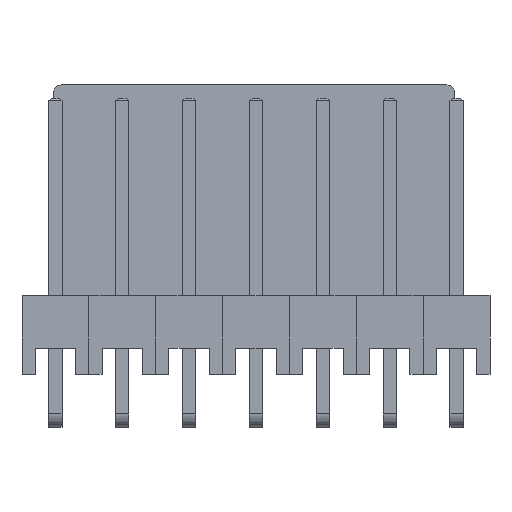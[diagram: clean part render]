
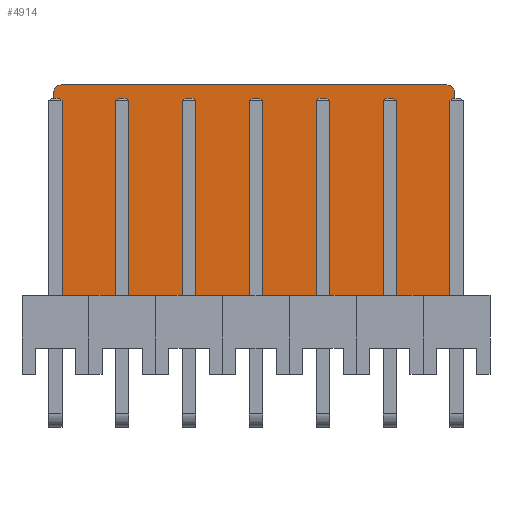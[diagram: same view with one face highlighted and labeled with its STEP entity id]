
A CAD part, front view. The second image highlights one B-rep face of the part: STEP entity #4914.
In plain terms, the highlighted face is planar.
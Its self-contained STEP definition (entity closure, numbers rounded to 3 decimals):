
#4564 = PLANE('',#4565);
#4565 = AXIS2_PLACEMENT_3D('',#4566,#4567,#4568);
#4566 = CARTESIAN_POINT('',(16.44,3.,0.));
#4567 = DIRECTION('',(-1.,0.,0.));
#4568 = DIRECTION('',(0.,1.,0.));
#4589 = VERTEX_POINT('',#4590);
#4590 = CARTESIAN_POINT('',(16.44,3.,1.));
#4604 = PLANE('',#4605);
#4605 = AXIS2_PLACEMENT_3D('',#4606,#4607,#4608);
#4606 = CARTESIAN_POINT('',(1.2,3.,0.));
#4607 = DIRECTION('',(0.,1.,0.));
#4608 = DIRECTION('',(1.,0.,0.));
#4616 = EDGE_CURVE('',#4589,#4617,#4619,.T.);
#4617 = VERTEX_POINT('',#4618);
#4618 = CARTESIAN_POINT('',(16.44,10.7,1.));
#4619 = SURFACE_CURVE('',#4620,(#4624,#4631),.PCURVE_S1.);
#4620 = LINE('',#4621,#4622);
#4621 = CARTESIAN_POINT('',(16.44,3.,1.));
#4622 = VECTOR('',#4623,1.);
#4623 = DIRECTION('',(0.,1.,0.));
#4624 = PCURVE('',#4564,#4625);
#4625 = DEFINITIONAL_REPRESENTATION('',(#4626),#4630);
#4626 = LINE('',#4627,#4628);
#4627 = CARTESIAN_POINT('',(0.,-1.));
#4628 = VECTOR('',#4629,1.);
#4629 = DIRECTION('',(1.,0.));
#4630 = ( GEOMETRIC_REPRESENTATION_CONTEXT(2) 
PARAMETRIC_REPRESENTATION_CONTEXT() REPRESENTATION_CONTEXT('2D SPACE',''
  ) );
#4631 = PCURVE('',#4632,#4637);
#4632 = PLANE('',#4633);
#4633 = AXIS2_PLACEMENT_3D('',#4634,#4635,#4636);
#4634 = CARTESIAN_POINT('',(16.44,3.,1.));
#4635 = DIRECTION('',(0.,0.,-1.));
#4636 = DIRECTION('',(0.,1.,0.));
#4637 = DEFINITIONAL_REPRESENTATION('',(#4638),#4642);
#4638 = LINE('',#4639,#4640);
#4639 = CARTESIAN_POINT('',(0.,0.));
#4640 = VECTOR('',#4641,1.);
#4641 = DIRECTION('',(1.,0.));
#4642 = ( GEOMETRIC_REPRESENTATION_CONTEXT(2) 
PARAMETRIC_REPRESENTATION_CONTEXT() REPRESENTATION_CONTEXT('2D SPACE',''
  ) );
#4658 = CYLINDRICAL_SURFACE('',#4659,0.3);
#4659 = AXIS2_PLACEMENT_3D('',#4660,#4661,#4662);
#4660 = CARTESIAN_POINT('',(16.14,10.7,0.));
#4661 = DIRECTION('',(0.,0.,1.));
#4662 = DIRECTION('',(1.,0.,-0.));
#4713 = PLANE('',#4714);
#4714 = AXIS2_PLACEMENT_3D('',#4715,#4716,#4717);
#4715 = CARTESIAN_POINT('',(1.2,11.,0.));
#4716 = DIRECTION('',(1.,0.,0.));
#4717 = DIRECTION('',(0.,-1.,0.));
#4746 = CYLINDRICAL_SURFACE('',#4747,0.3);
#4747 = AXIS2_PLACEMENT_3D('',#4748,#4749,#4750);
#4748 = CARTESIAN_POINT('',(1.5,10.7,0.));
#4749 = DIRECTION('',(0.,0.,1.));
#4750 = DIRECTION('',(-0.,1.,0.));
#4774 = PLANE('',#4775);
#4775 = AXIS2_PLACEMENT_3D('',#4776,#4777,#4778);
#4776 = CARTESIAN_POINT('',(16.44,11.,0.));
#4777 = DIRECTION('',(0.,-1.,0.));
#4778 = DIRECTION('',(-1.,0.,0.));
#4817 = VERTEX_POINT('',#4818);
#4818 = CARTESIAN_POINT('',(16.14,11.,1.));
#4839 = EDGE_CURVE('',#4617,#4817,#4840,.T.);
#4840 = SURFACE_CURVE('',#4841,(#4846,#4853),.PCURVE_S1.);
#4841 = CIRCLE('',#4842,0.3);
#4842 = AXIS2_PLACEMENT_3D('',#4843,#4844,#4845);
#4843 = CARTESIAN_POINT('',(16.14,10.7,1.));
#4844 = DIRECTION('',(0.,0.,1.));
#4845 = DIRECTION('',(0.,-1.,0.));
#4846 = PCURVE('',#4658,#4847);
#4847 = DEFINITIONAL_REPRESENTATION('',(#4848),#4852);
#4848 = LINE('',#4849,#4850);
#4849 = CARTESIAN_POINT('',(-1.571,1.));
#4850 = VECTOR('',#4851,1.);
#4851 = DIRECTION('',(1.,0.));
#4852 = ( GEOMETRIC_REPRESENTATION_CONTEXT(2) 
PARAMETRIC_REPRESENTATION_CONTEXT() REPRESENTATION_CONTEXT('2D SPACE',''
  ) );
#4853 = PCURVE('',#4632,#4854);
#4854 = DEFINITIONAL_REPRESENTATION('',(#4855),#4863);
#4855 = ( BOUNDED_CURVE() B_SPLINE_CURVE(2,(#4856,#4857,#4858,#4859,
#4860,#4861,#4862),.UNSPECIFIED.,.F.,.F.) B_SPLINE_CURVE_WITH_KNOTS((1,2
    ,2,2,2,1),(-2.094,0.,2.094,4.189,
6.283,8.378),.UNSPECIFIED.) CURVE() 
GEOMETRIC_REPRESENTATION_ITEM() RATIONAL_B_SPLINE_CURVE((1.,0.5,1.,0.5,
1.,0.5,1.)) REPRESENTATION_ITEM('') );
#4856 = CARTESIAN_POINT('',(7.4,-0.3));
#4857 = CARTESIAN_POINT('',(7.4,0.22));
#4858 = CARTESIAN_POINT('',(7.85,-0.04));
#4859 = CARTESIAN_POINT('',(8.3,-0.3));
#4860 = CARTESIAN_POINT('',(7.85,-0.56));
#4861 = CARTESIAN_POINT('',(7.4,-0.82));
#4862 = CARTESIAN_POINT('',(7.4,-0.3));
#4863 = ( GEOMETRIC_REPRESENTATION_CONTEXT(2) 
PARAMETRIC_REPRESENTATION_CONTEXT() REPRESENTATION_CONTEXT('2D SPACE',''
  ) );
#4870 = VERTEX_POINT('',#4871);
#4871 = CARTESIAN_POINT('',(1.2,3.,1.));
#4892 = EDGE_CURVE('',#4870,#4589,#4893,.T.);
#4893 = SURFACE_CURVE('',#4894,(#4898,#4905),.PCURVE_S1.);
#4894 = LINE('',#4895,#4896);
#4895 = CARTESIAN_POINT('',(1.2,3.,1.));
#4896 = VECTOR('',#4897,1.);
#4897 = DIRECTION('',(1.,0.,0.));
#4898 = PCURVE('',#4604,#4899);
#4899 = DEFINITIONAL_REPRESENTATION('',(#4900),#4904);
#4900 = LINE('',#4901,#4902);
#4901 = CARTESIAN_POINT('',(0.,-1.));
#4902 = VECTOR('',#4903,1.);
#4903 = DIRECTION('',(1.,0.));
#4904 = ( GEOMETRIC_REPRESENTATION_CONTEXT(2) 
PARAMETRIC_REPRESENTATION_CONTEXT() REPRESENTATION_CONTEXT('2D SPACE',''
  ) );
#4905 = PCURVE('',#4632,#4906);
#4906 = DEFINITIONAL_REPRESENTATION('',(#4907),#4911);
#4907 = LINE('',#4908,#4909);
#4908 = CARTESIAN_POINT('',(0.,-15.24));
#4909 = VECTOR('',#4910,1.);
#4910 = DIRECTION('',(0.,1.));
#4911 = ( GEOMETRIC_REPRESENTATION_CONTEXT(2) 
PARAMETRIC_REPRESENTATION_CONTEXT() REPRESENTATION_CONTEXT('2D SPACE',''
  ) );
#4914 = ADVANCED_FACE('',(#4915),#4632,.F.);
#4915 = FACE_BOUND('',#4916,.F.);
#4916 = EDGE_LOOP('',(#4917,#4918,#4919,#4942,#4970,#4991));
#4917 = ORIENTED_EDGE('',*,*,#4616,.F.);
#4918 = ORIENTED_EDGE('',*,*,#4892,.F.);
#4919 = ORIENTED_EDGE('',*,*,#4920,.F.);
#4920 = EDGE_CURVE('',#4921,#4870,#4923,.T.);
#4921 = VERTEX_POINT('',#4922);
#4922 = CARTESIAN_POINT('',(1.2,10.7,1.));
#4923 = SURFACE_CURVE('',#4924,(#4928,#4935),.PCURVE_S1.);
#4924 = LINE('',#4925,#4926);
#4925 = CARTESIAN_POINT('',(1.2,11.,1.));
#4926 = VECTOR('',#4927,1.);
#4927 = DIRECTION('',(0.,-1.,0.));
#4928 = PCURVE('',#4632,#4929);
#4929 = DEFINITIONAL_REPRESENTATION('',(#4930),#4934);
#4930 = LINE('',#4931,#4932);
#4931 = CARTESIAN_POINT('',(8.,-15.24));
#4932 = VECTOR('',#4933,1.);
#4933 = DIRECTION('',(-1.,0.));
#4934 = ( GEOMETRIC_REPRESENTATION_CONTEXT(2) 
PARAMETRIC_REPRESENTATION_CONTEXT() REPRESENTATION_CONTEXT('2D SPACE',''
  ) );
#4935 = PCURVE('',#4713,#4936);
#4936 = DEFINITIONAL_REPRESENTATION('',(#4937),#4941);
#4937 = LINE('',#4938,#4939);
#4938 = CARTESIAN_POINT('',(0.,-1.));
#4939 = VECTOR('',#4940,1.);
#4940 = DIRECTION('',(1.,0.));
#4941 = ( GEOMETRIC_REPRESENTATION_CONTEXT(2) 
PARAMETRIC_REPRESENTATION_CONTEXT() REPRESENTATION_CONTEXT('2D SPACE',''
  ) );
#4942 = ORIENTED_EDGE('',*,*,#4943,.F.);
#4943 = EDGE_CURVE('',#4944,#4921,#4946,.T.);
#4944 = VERTEX_POINT('',#4945);
#4945 = CARTESIAN_POINT('',(1.5,11.,1.));
#4946 = SURFACE_CURVE('',#4947,(#4952,#4963),.PCURVE_S1.);
#4947 = CIRCLE('',#4948,0.3);
#4948 = AXIS2_PLACEMENT_3D('',#4949,#4950,#4951);
#4949 = CARTESIAN_POINT('',(1.5,10.7,1.));
#4950 = DIRECTION('',(0.,0.,1.));
#4951 = DIRECTION('',(0.,-1.,0.));
#4952 = PCURVE('',#4632,#4953);
#4953 = DEFINITIONAL_REPRESENTATION('',(#4954),#4962);
#4954 = ( BOUNDED_CURVE() B_SPLINE_CURVE(2,(#4955,#4956,#4957,#4958,
#4959,#4960,#4961),.UNSPECIFIED.,.F.,.F.) B_SPLINE_CURVE_WITH_KNOTS((1,2
    ,2,2,2,1),(-2.094,0.,2.094,4.189,
6.283,8.378),.UNSPECIFIED.) CURVE() 
GEOMETRIC_REPRESENTATION_ITEM() RATIONAL_B_SPLINE_CURVE((1.,0.5,1.,0.5,
1.,0.5,1.)) REPRESENTATION_ITEM('') );
#4955 = CARTESIAN_POINT('',(7.4,-14.94));
#4956 = CARTESIAN_POINT('',(7.4,-14.42));
#4957 = CARTESIAN_POINT('',(7.85,-14.68));
#4958 = CARTESIAN_POINT('',(8.3,-14.94));
#4959 = CARTESIAN_POINT('',(7.85,-15.2));
#4960 = CARTESIAN_POINT('',(7.4,-15.46));
#4961 = CARTESIAN_POINT('',(7.4,-14.94));
#4962 = ( GEOMETRIC_REPRESENTATION_CONTEXT(2) 
PARAMETRIC_REPRESENTATION_CONTEXT() REPRESENTATION_CONTEXT('2D SPACE',''
  ) );
#4963 = PCURVE('',#4746,#4964);
#4964 = DEFINITIONAL_REPRESENTATION('',(#4965),#4969);
#4965 = LINE('',#4966,#4967);
#4966 = CARTESIAN_POINT('',(-3.142,1.));
#4967 = VECTOR('',#4968,1.);
#4968 = DIRECTION('',(1.,0.));
#4969 = ( GEOMETRIC_REPRESENTATION_CONTEXT(2) 
PARAMETRIC_REPRESENTATION_CONTEXT() REPRESENTATION_CONTEXT('2D SPACE',''
  ) );
#4970 = ORIENTED_EDGE('',*,*,#4971,.F.);
#4971 = EDGE_CURVE('',#4817,#4944,#4972,.T.);
#4972 = SURFACE_CURVE('',#4973,(#4977,#4984),.PCURVE_S1.);
#4973 = LINE('',#4974,#4975);
#4974 = CARTESIAN_POINT('',(16.44,11.,1.));
#4975 = VECTOR('',#4976,1.);
#4976 = DIRECTION('',(-1.,0.,0.));
#4977 = PCURVE('',#4632,#4978);
#4978 = DEFINITIONAL_REPRESENTATION('',(#4979),#4983);
#4979 = LINE('',#4980,#4981);
#4980 = CARTESIAN_POINT('',(8.,0.));
#4981 = VECTOR('',#4982,1.);
#4982 = DIRECTION('',(0.,-1.));
#4983 = ( GEOMETRIC_REPRESENTATION_CONTEXT(2) 
PARAMETRIC_REPRESENTATION_CONTEXT() REPRESENTATION_CONTEXT('2D SPACE',''
  ) );
#4984 = PCURVE('',#4774,#4985);
#4985 = DEFINITIONAL_REPRESENTATION('',(#4986),#4990);
#4986 = LINE('',#4987,#4988);
#4987 = CARTESIAN_POINT('',(0.,-1.));
#4988 = VECTOR('',#4989,1.);
#4989 = DIRECTION('',(1.,0.));
#4990 = ( GEOMETRIC_REPRESENTATION_CONTEXT(2) 
PARAMETRIC_REPRESENTATION_CONTEXT() REPRESENTATION_CONTEXT('2D SPACE',''
  ) );
#4991 = ORIENTED_EDGE('',*,*,#4839,.F.);
